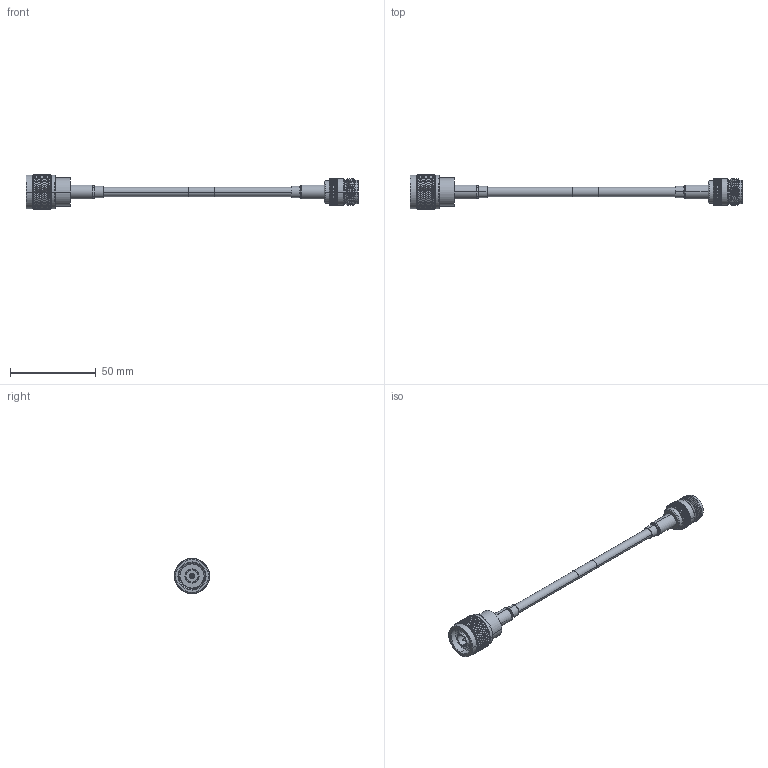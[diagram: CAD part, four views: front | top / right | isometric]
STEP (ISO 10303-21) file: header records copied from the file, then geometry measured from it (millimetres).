
FILE_DESCRIPTION (( 'STEP AP203' ), '1' );
FILE_NAME ('FMCA2777.STEP', '2022-03-09T20:11:56', ( '' ), ( '' ), 'SwSTEP 2.0', 'SolidWorks 2021', '' );
FILE_SCHEMA (( 'CONFIG_CONTROL_DESIGN' ));
Length unit declared in the file: millimetre
Products named in the file (5): SC9107; FMCN1760; FMCA2777; RG223_with label; CA-240-MA1_.75" Long
Assembly tree (5 placements, depth 2):
  FMCA2777
    RG223_with label
    CA-240-MA1_.75" Long  x2
    SC9107
    FMCN1760
Bounding box: 193.03 x 20.32 x 20.32 mm (x, y, z)
Volume: 12075.9 mm3; surface area: 11607.4 mm2
Topology: 7 solids, 7 shells, 4322 faces, 9146 edges, 4858 vertices
Faces by surface type: bspline 3238, cylinder 912, cone 108, plane 46, torus 18
Entity records: 156391 total; most frequent: CARTESIAN_POINT 100004, ORIENTED_EDGE 18204, EDGE_CURVE 9102, VERTEX_POINT 4834, EDGE_LOOP 4326, FACE_OUTER_BOUND 4300, ADVANCED_FACE 4300, B_SPLINE_CURVE_WITH_KNOTS 3862
